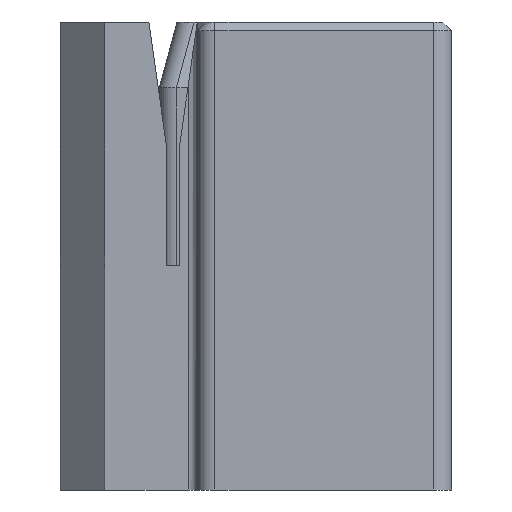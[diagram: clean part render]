
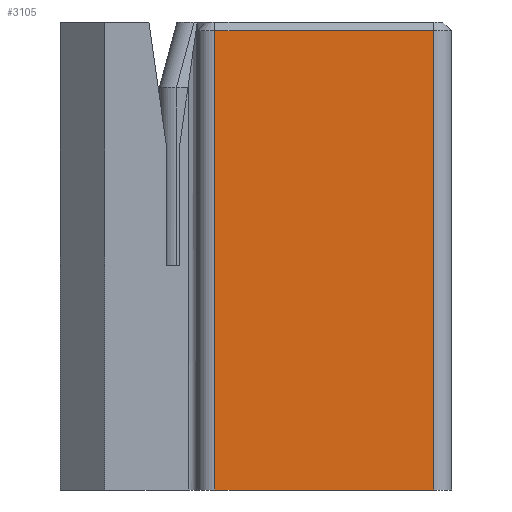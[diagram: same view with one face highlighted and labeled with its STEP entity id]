
A CAD part, front view. The second image highlights one B-rep face of the part: STEP entity #3105.
In plain terms, the highlighted planar face has unit normal (0, -1, 0).
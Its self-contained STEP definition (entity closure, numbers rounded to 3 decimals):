
#153=PLANE('',#3332);
#323=FACE_OUTER_BOUND('',#493,.T.);
#493=EDGE_LOOP('',(#2861,#2862,#2863,#2864));
#661=LINE('',#4575,#1041);
#881=LINE('',#5057,#1261);
#882=LINE('',#5061,#1262);
#883=LINE('',#5062,#1263);
#1041=VECTOR('',#3619,1000.);
#1261=VECTOR('',#4101,1000.);
#1262=VECTOR('',#4106,1000.);
#1263=VECTOR('',#4107,1000.);
#1484=VERTEX_POINT('',#4572);
#1485=VERTEX_POINT('',#4574);
#1610=VERTEX_POINT('',#5056);
#1611=VERTEX_POINT('',#5060);
#1797=EDGE_CURVE('',#1485,#1484,#661,.T.);
#2038=EDGE_CURVE('',#1610,#1485,#881,.T.);
#2040=EDGE_CURVE('',#1611,#1484,#882,.T.);
#2041=EDGE_CURVE('',#1611,#1610,#883,.T.);
#2861=ORIENTED_EDGE('',*,*,#2040,.F.);
#2862=ORIENTED_EDGE('',*,*,#2041,.T.);
#2863=ORIENTED_EDGE('',*,*,#2038,.T.);
#2864=ORIENTED_EDGE('',*,*,#1797,.T.);
#3105=ADVANCED_FACE('',(#323),#153,.F.);
#3332=AXIS2_PLACEMENT_3D('',#5059,#4104,#4105);
#3619=DIRECTION('',(1.,0.,0.));
#4101=DIRECTION('',(0.,0.,-1.));
#4104=DIRECTION('center_axis',(0.,1.,0.));
#4105=DIRECTION('ref_axis',(0.,0.,1.));
#4106=DIRECTION('',(0.,0.,-1.));
#4107=DIRECTION('',(-1.,0.,0.));
#4572=CARTESIAN_POINT('',(19.89,-25.5,0.));
#4574=CARTESIAN_POINT('',(7.49,-25.5,0.));
#4575=CARTESIAN_POINT('',(19.89,-25.5,0.));
#5056=CARTESIAN_POINT('',(7.49,-25.5,26.));
#5057=CARTESIAN_POINT('',(7.49,-25.5,26.5));
#5059=CARTESIAN_POINT('Origin',(19.89,-25.5,26.5));
#5060=CARTESIAN_POINT('',(19.89,-25.5,26.));
#5061=CARTESIAN_POINT('',(19.89,-25.5,26.5));
#5062=CARTESIAN_POINT('',(7.49,-25.5,26.));
